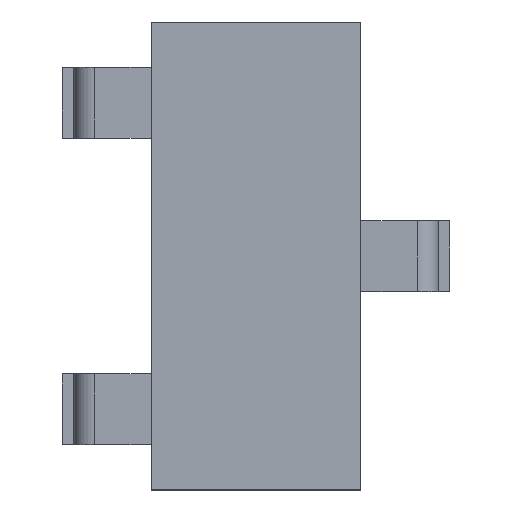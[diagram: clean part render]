
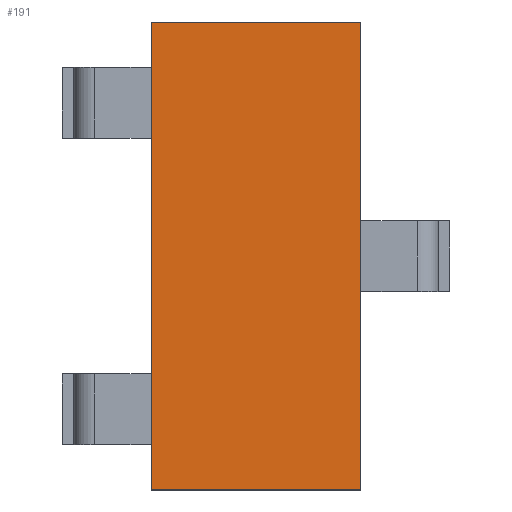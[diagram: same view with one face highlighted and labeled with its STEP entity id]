
A CAD part, top view. The second image highlights one B-rep face of the part: STEP entity #191.
In plain terms, the highlighted planar face has unit normal (0, 0, 1).
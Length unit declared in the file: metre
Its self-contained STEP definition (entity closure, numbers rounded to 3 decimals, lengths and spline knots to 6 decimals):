
#191 = ADVANCED_FACE( '', ( #514 ), #515, .T. );
#199 = EDGE_CURVE( '', #528, #529, #530, .T. );
#269 = EDGE_CURVE( '', #645, #646, #647, .T. );
#279 = EDGE_CURVE( '', #646, #529, #662, .T. );
#439 = EDGE_CURVE( '', #645, #528, #862, .T. );
#514 = FACE_OUTER_BOUND( '', #938, .T. );
#515 = PLANE( '', #939 );
#528 = VERTEX_POINT( '', #957 );
#529 = VERTEX_POINT( '', #958 );
#530 = LINE( '', #959, #960 );
#645 = VERTEX_POINT( '', #1115 );
#646 = VERTEX_POINT( '', #1116 );
#647 = LINE( '', #1117, #1118 );
#662 = LINE( '', #1136, #1137 );
#862 = LINE( '', #1453, #1454 );
#938 = EDGE_LOOP( '', ( #1529, #1530, #1531, #1532 ) );
#939 = AXIS2_PLACEMENT_3D( '', #1533, #1534, #1535 );
#957 = CARTESIAN_POINT( '', ( -0.00065, 0.00145, 0.00104 ) );
#958 = CARTESIAN_POINT( '', ( 0.00065, 0.00145, 0.00104 ) );
#959 = CARTESIAN_POINT( '', ( -0.00065, 0.00145, 0.00104 ) );
#960 = VECTOR( '', #1546, 1. );
#1115 = CARTESIAN_POINT( '', ( -0.00065, -0.00145, 0.00104 ) );
#1116 = CARTESIAN_POINT( '', ( 0.00065, -0.00145, 0.00104 ) );
#1117 = CARTESIAN_POINT( '', ( -0.00065, -0.00145, 0.00104 ) );
#1118 = VECTOR( '', #1687, 1. );
#1136 = CARTESIAN_POINT( '', ( 0.00065, -0.00145, 0.00104 ) );
#1137 = VECTOR( '', #1713, 1. );
#1453 = CARTESIAN_POINT( '', ( -0.00065, -0.00145, 0.00104 ) );
#1454 = VECTOR( '', #1954, 1. );
#1529 = ORIENTED_EDGE( '', *, *, #439, .F. );
#1530 = ORIENTED_EDGE( '', *, *, #269, .T. );
#1531 = ORIENTED_EDGE( '', *, *, #279, .T. );
#1532 = ORIENTED_EDGE( '', *, *, #199, .F. );
#1533 = CARTESIAN_POINT( '', ( -0.00065, -0.00145, 0.00104 ) );
#1534 = DIRECTION( '', ( 0., 0., 1. ) );
#1535 = DIRECTION( '', ( 1., 0., 0. ) );
#1546 = DIRECTION( '', ( 1., 0., 0. ) );
#1687 = DIRECTION( '', ( 1., 0., 0. ) );
#1713 = DIRECTION( '', ( 0., 1., 0. ) );
#1954 = DIRECTION( '', ( 0., 1., 0. ) );
